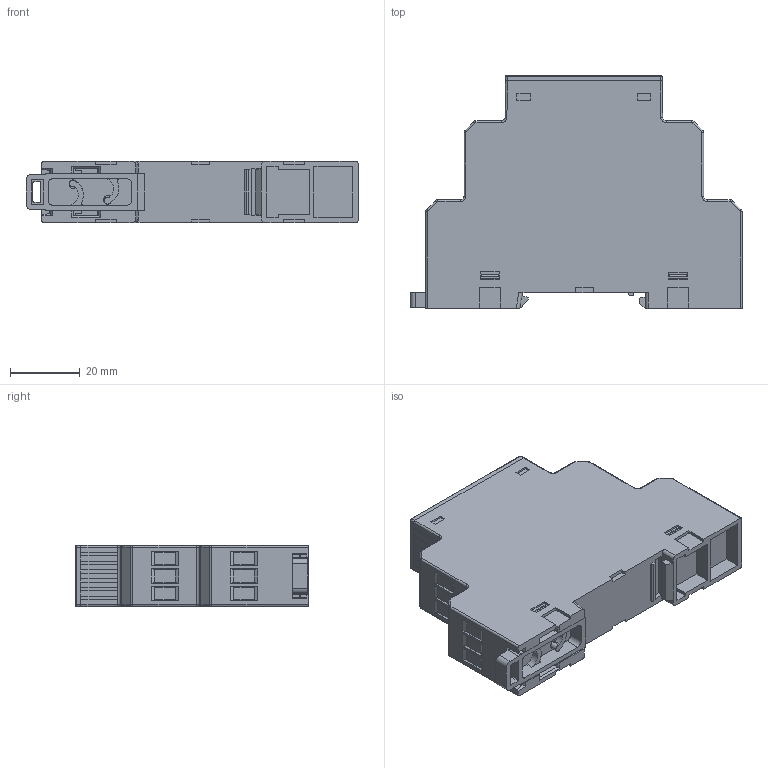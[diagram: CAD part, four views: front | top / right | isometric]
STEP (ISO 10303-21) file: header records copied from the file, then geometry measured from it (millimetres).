
FILE_DESCRIPTION (( 'STEP AP214' ), '1' );
FILE_NAME ('TDM10.stp', '2015-03-02T06:00:08', ( '' ), ( '' ), 'SwSTEP 2.0', 'SolidWorks 2015', '' );
FILE_SCHEMA (( 'AUTOMOTIVE_DESIGN' ));
Length unit declared in the file: millimetre
Products named in the file (1): TDM10
Bounding box: 94.9 x 66.5 x 17.5 mm (x, y, z)
Volume: 80415.2 mm3; surface area: 17214.9 mm2
Topology: 1 solids, 1 shells, 733 faces, 1892 edges, 1226 vertices
Faces by surface type: plane 546, cylinder 155, torus 28, cone 4
Entity records: 29522 total; most frequent: CARTESIAN_POINT 3876, ORIENTED_EDGE 3784, DIRECTION 3705, EDGE_CURVE 1892, VECTOR 1531, LINE 1531, VERTEX_POINT 1226, AXIS2_PLACEMENT_3D 1087
